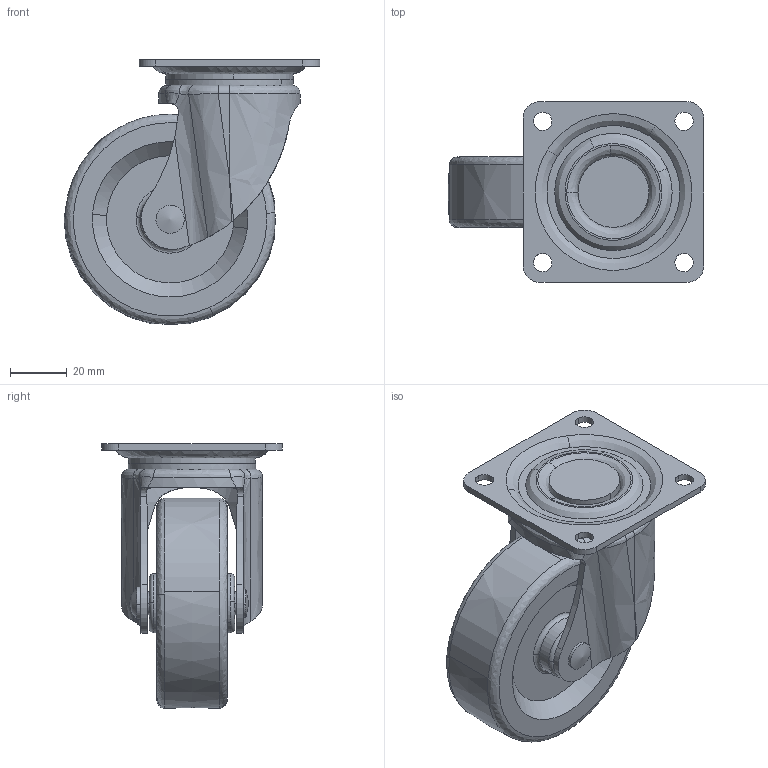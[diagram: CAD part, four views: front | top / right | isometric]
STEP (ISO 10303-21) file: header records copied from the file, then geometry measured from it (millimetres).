
FILE_DESCRIPTION((''),'2;1');
FILE_NAME('','2005-12-16T16:35:40',(''),(''),'','CADfix','');
FILE_SCHEMA(('AUTOMOTIVE_DESIGN'));
Length unit declared in the file: millimetre
Products named in the file (6): mounting plate; wheel; main shaft; body; axle; No_106FH_P_9505_36
Assembly tree (5 placements, depth 2):
  No_106FH_P_9505_36
    mounting plate
    wheel
    main shaft
    body
    axle
Bounding box: 90.5 x 64 x 93.69 mm (x, y, z)
Volume: 132559.5 mm3; surface area: 42730.8 mm2
Topology: 5 solids, 5 shells, 199 faces, 599 edges, 421 vertices
Faces by surface type: bspline 199
Entity records: 10256 total; most frequent: CARTESIAN_POINT 6932, ORIENTED_EDGE 1192, EDGE_CURVE 596, VERTEX_POINT 421, EDGE_LOOP 231, FACE_OUTER_BOUND 199, ADVANCED_FACE 199, QUASI_UNIFORM_CURVE 136
